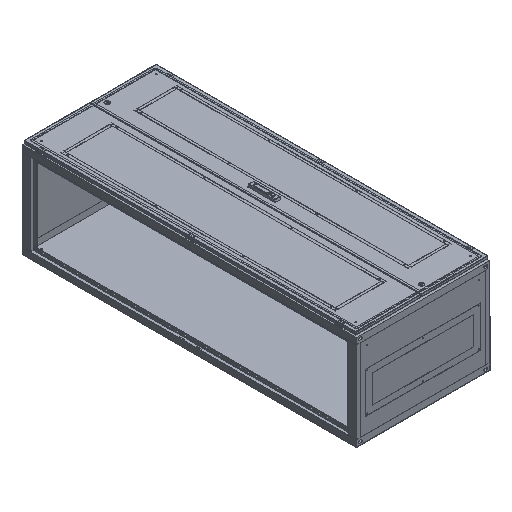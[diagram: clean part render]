
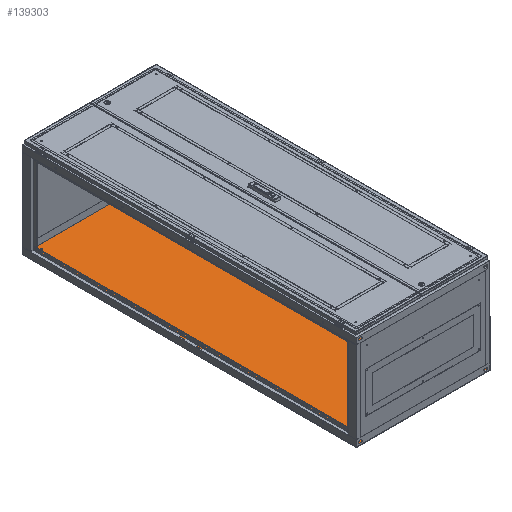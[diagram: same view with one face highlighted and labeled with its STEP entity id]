
A CAD part, isometric view. The second image highlights one B-rep face of the part: STEP entity #139303.
In plain terms, the highlighted planar face has unit normal (0, 0, 1).
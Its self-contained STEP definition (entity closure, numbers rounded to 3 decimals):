
#372 = CARTESIAN_POINT ( 'NONE',  ( -325., 40., -283.5 ) ) ;
#813 = LINE ( 'NONE', #148126, #52801 ) ;
#1148 = VERTEX_POINT ( 'NONE', #87210 ) ;
#1343 = CARTESIAN_POINT ( 'NONE',  ( -398.5, 1.5, -283.5 ) ) ;
#1502 = VERTEX_POINT ( 'NONE', #1343 ) ;
#1589 = CARTESIAN_POINT ( 'NONE',  ( -325., 1959., -283.5 ) ) ;
#2170 = VECTOR ( 'NONE', #33083, 1000. ) ;
#3065 = AXIS2_PLACEMENT_3D ( 'NONE', #168410, #50479, #141522 ) ;
#5135 = DIRECTION ( 'NONE',  ( -1., 0., 0. ) ) ;
#5151 = EDGE_CURVE ( 'NONE', #106579, #71111, #73894, .T. ) ;
#5787 = CARTESIAN_POINT ( 'NONE',  ( -325., 40., -283.5 ) ) ;
#5816 = DIRECTION ( 'NONE',  ( -1., 0., 0. ) ) ;
#12928 = EDGE_CURVE ( 'NONE', #65238, #1148, #81983, .T. ) ;
#14224 = CARTESIAN_POINT ( 'NONE',  ( -398.5, 1997.5, -283.5 ) ) ;
#14554 = ORIENTED_EDGE ( 'NONE', *, *, #22371, .F. ) ;
#17365 = DIRECTION ( 'NONE',  ( -1., 0., 0. ) ) ;
#17730 = VERTEX_POINT ( 'NONE', #128818 ) ;
#18045 = ORIENTED_EDGE ( 'NONE', *, *, #43351, .F. ) ;
#18722 = CARTESIAN_POINT ( 'NONE',  ( -328., 1959., -283.5 ) ) ;
#22371 = EDGE_CURVE ( 'NONE', #158431, #109687, #167182, .T. ) ;
#23515 = LINE ( 'NONE', #35655, #2170 ) ;
#31111 = LINE ( 'NONE', #113481, #117541 ) ;
#32861 = CARTESIAN_POINT ( 'NONE',  ( 325., 1959., -283.5 ) ) ;
#33083 = DIRECTION ( 'NONE',  ( 1., 0., 0. ) ) ;
#34352 = DIRECTION ( 'NONE',  ( -1., 0., 0. ) ) ;
#35200 = VERTEX_POINT ( 'NONE', #67395 ) ;
#35628 = ORIENTED_EDGE ( 'NONE', *, *, #155902, .T. ) ;
#35655 = CARTESIAN_POINT ( 'NONE',  ( -398.5, 1997.5, -283.5 ) ) ;
#36025 = EDGE_LOOP ( 'NONE', ( #73470, #144358 ) ) ;
#38683 = AXIS2_PLACEMENT_3D ( 'NONE', #1589, #164479, #5816 ) ;
#40697 = EDGE_CURVE ( 'NONE', #71111, #106579, #72136, .T. ) ;
#42079 = DIRECTION ( 'NONE',  ( 0., 0., -1. ) ) ;
#43351 = EDGE_CURVE ( 'NONE', #76144, #35200, #156077, .T. ) ;
#44697 = LINE ( 'NONE', #86279, #148360 ) ;
#44958 = CARTESIAN_POINT ( 'NONE',  ( 328., 40., -283.5 ) ) ;
#45108 = DIRECTION ( 'NONE',  ( -1., 0., 0. ) ) ;
#47260 = EDGE_CURVE ( 'NONE', #1148, #65238, #102313, .T. ) ;
#48843 = AXIS2_PLACEMENT_3D ( 'NONE', #93250, #42079, #94970 ) ;
#50479 = DIRECTION ( 'NONE',  ( 0., 0., 1. ) ) ;
#52735 = ORIENTED_EDGE ( 'NONE', *, *, #5151, .F. ) ;
#52801 = VECTOR ( 'NONE', #132558, 1000. ) ;
#53406 = FACE_BOUND ( 'NONE', #65334, .T. ) ;
#58043 = EDGE_LOOP ( 'NONE', ( #35628, #62637, #170080, #138173 ) ) ;
#58337 = CIRCLE ( 'NONE', #3065, 3. ) ;
#59443 = EDGE_LOOP ( 'NONE', ( #18045, #60895 ) ) ;
#59991 = AXIS2_PLACEMENT_3D ( 'NONE', #32861, #150776, #5135 ) ;
#60009 = ORIENTED_EDGE ( 'NONE', *, *, #63956, .F. ) ;
#60895 = ORIENTED_EDGE ( 'NONE', *, *, #153730, .F. ) ;
#62637 = ORIENTED_EDGE ( 'NONE', *, *, #107678, .F. ) ;
#63956 = EDGE_CURVE ( 'NONE', #109687, #158431, #58337, .T. ) ;
#65238 = VERTEX_POINT ( 'NONE', #125368 ) ;
#65334 = EDGE_LOOP ( 'NONE', ( #82640, #52735 ) ) ;
#66402 = FACE_BOUND ( 'NONE', #112690, .T. ) ;
#67395 = CARTESIAN_POINT ( 'NONE',  ( -322., 1959., -283.5 ) ) ;
#70815 = DIRECTION ( 'NONE',  ( -1., 0., 0. ) ) ;
#71111 = VERTEX_POINT ( 'NONE', #94269 ) ;
#71936 = EDGE_CURVE ( 'NONE', #120948, #17730, #23515, .T. ) ;
#72136 = CIRCLE ( 'NONE', #133048, 3. ) ;
#73470 = ORIENTED_EDGE ( 'NONE', *, *, #47260, .F. ) ;
#73894 = CIRCLE ( 'NONE', #59991, 3. ) ;
#76144 = VERTEX_POINT ( 'NONE', #18722 ) ;
#77553 = CARTESIAN_POINT ( 'NONE',  ( 398.5, 1.5, -283.5 ) ) ;
#81983 = CIRCLE ( 'NONE', #95826, 3. ) ;
#82640 = ORIENTED_EDGE ( 'NONE', *, *, #40697, .F. ) ;
#86279 = CARTESIAN_POINT ( 'NONE',  ( 398.5, 1997.5, -283.5 ) ) ;
#87210 = CARTESIAN_POINT ( 'NONE',  ( -328., 40., -283.5 ) ) ;
#89815 = CARTESIAN_POINT ( 'NONE',  ( -325., 1959., -283.5 ) ) ;
#93250 = CARTESIAN_POINT ( 'NONE',  ( -398.5, 1997.5, -283.5 ) ) ;
#94269 = CARTESIAN_POINT ( 'NONE',  ( 322., 1959., -283.5 ) ) ;
#94970 = DIRECTION ( 'NONE',  ( -1., 0., 0. ) ) ;
#95826 = AXIS2_PLACEMENT_3D ( 'NONE', #372, #131279, #17365 ) ;
#96341 = CARTESIAN_POINT ( 'NONE',  ( 322., 40., -283.5 ) ) ;
#99410 = DIRECTION ( 'NONE',  ( -1., 0., 0. ) ) ;
#102313 = CIRCLE ( 'NONE', #155034, 3. ) ;
#106579 = VERTEX_POINT ( 'NONE', #131083 ) ;
#107165 = FACE_BOUND ( 'NONE', #59443, .T. ) ;
#107678 = EDGE_CURVE ( 'NONE', #17730, #133810, #44697, .T. ) ;
#109687 = VERTEX_POINT ( 'NONE', #96341 ) ;
#109840 = DIRECTION ( 'NONE',  ( 0., 0., 1. ) ) ;
#112690 = EDGE_LOOP ( 'NONE', ( #60009, #14554 ) ) ;
#113282 = CARTESIAN_POINT ( 'NONE',  ( 325., 1959., -283.5 ) ) ;
#113481 = CARTESIAN_POINT ( 'NONE',  ( -398.5, 1997.5, -283.5 ) ) ;
#117541 = VECTOR ( 'NONE', #151611, 1000. ) ;
#119057 = CIRCLE ( 'NONE', #38683, 3. ) ;
#120459 = DIRECTION ( 'NONE',  ( 0., -1., 0. ) ) ;
#120948 = VERTEX_POINT ( 'NONE', #14224 ) ;
#121027 = FACE_BOUND ( 'NONE', #36025, .T. ) ;
#125368 = CARTESIAN_POINT ( 'NONE',  ( -322., 40., -283.5 ) ) ;
#125759 = CARTESIAN_POINT ( 'NONE',  ( 325., 40., -283.5 ) ) ;
#127464 = DIRECTION ( 'NONE',  ( 0., 0., 1. ) ) ;
#128818 = CARTESIAN_POINT ( 'NONE',  ( 398.5, 1997.5, -283.5 ) ) ;
#131083 = CARTESIAN_POINT ( 'NONE',  ( 328., 1959., -283.5 ) ) ;
#131168 = AXIS2_PLACEMENT_3D ( 'NONE', #89815, #152285, #99410 ) ;
#131279 = DIRECTION ( 'NONE',  ( 0., 0., 1. ) ) ;
#132558 = DIRECTION ( 'NONE',  ( 1., 0., 0. ) ) ;
#133048 = AXIS2_PLACEMENT_3D ( 'NONE', #113282, #140135, #34352 ) ;
#133810 = VERTEX_POINT ( 'NONE', #77553 ) ;
#138173 = ORIENTED_EDGE ( 'NONE', *, *, #161011, .T. ) ;
#139303 = ADVANCED_FACE ( 'NONE', ( #160886, #107165, #53406, #66402, #121027 ), #146148, .F. ) ;
#140135 = DIRECTION ( 'NONE',  ( 0., 0., 1. ) ) ;
#141522 = DIRECTION ( 'NONE',  ( -1., 0., 0. ) ) ;
#144358 = ORIENTED_EDGE ( 'NONE', *, *, #12928, .F. ) ;
#145008 = AXIS2_PLACEMENT_3D ( 'NONE', #125759, #127464, #45108 ) ;
#146148 = PLANE ( 'NONE',  #48843 ) ;
#148126 = CARTESIAN_POINT ( 'NONE',  ( -398.5, 1.5, -283.5 ) ) ;
#148360 = VECTOR ( 'NONE', #120459, 1000. ) ;
#150776 = DIRECTION ( 'NONE',  ( 0., 0., 1. ) ) ;
#151611 = DIRECTION ( 'NONE',  ( 0., -1., 0. ) ) ;
#152285 = DIRECTION ( 'NONE',  ( 0., 0., 1. ) ) ;
#153730 = EDGE_CURVE ( 'NONE', #35200, #76144, #119057, .T. ) ;
#155034 = AXIS2_PLACEMENT_3D ( 'NONE', #5787, #109840, #70815 ) ;
#155902 = EDGE_CURVE ( 'NONE', #1502, #133810, #813, .T. ) ;
#156077 = CIRCLE ( 'NONE', #131168, 3. ) ;
#158431 = VERTEX_POINT ( 'NONE', #44958 ) ;
#160886 = FACE_OUTER_BOUND ( 'NONE', #58043, .T. ) ;
#161011 = EDGE_CURVE ( 'NONE', #120948, #1502, #31111, .T. ) ;
#164479 = DIRECTION ( 'NONE',  ( 0., 0., 1. ) ) ;
#167182 = CIRCLE ( 'NONE', #145008, 3. ) ;
#168410 = CARTESIAN_POINT ( 'NONE',  ( 325., 40., -283.5 ) ) ;
#170080 = ORIENTED_EDGE ( 'NONE', *, *, #71936, .F. ) ;
